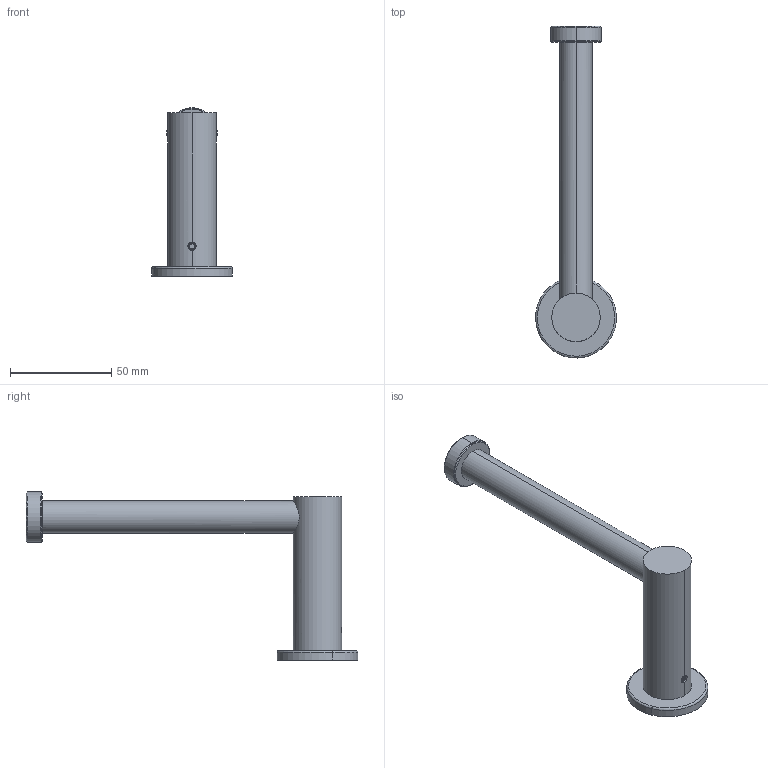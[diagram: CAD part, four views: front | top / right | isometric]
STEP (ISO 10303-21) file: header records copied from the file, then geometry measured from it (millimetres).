
FILE_DESCRIPTION (( 'STEP AP203' ), '1' );
FILE_NAME ('99Z311238.STEP', '2024-12-12T10:02:47', ( '' ), ( '' ), 'SwSTEP 2.0', 'SolidWorks 2021', '' );
FILE_SCHEMA (( 'CONFIG_CONTROL_DESIGN' ));
Length unit declared in the file: millimetre
Products named in the file (1): 99Z311238
Bounding box: 39.96 x 163.98 x 83.25 mm (x, y, z)
Volume: 61377.4 mm3; surface area: 18421.7 mm2
Topology: 3 solids, 3 shells, 50 faces, 107 edges, 63 vertices
Faces by surface type: cylinder 18, plane 16, cone 10, torus 6
Entity records: 1634 total; most frequent: CARTESIAN_POINT 465, DIRECTION 245, ORIENTED_EDGE 210, EDGE_CURVE 105, AXIS2_PLACEMENT_3D 101, VERTEX_POINT 63, EDGE_LOOP 56, FACE_OUTER_BOUND 50
